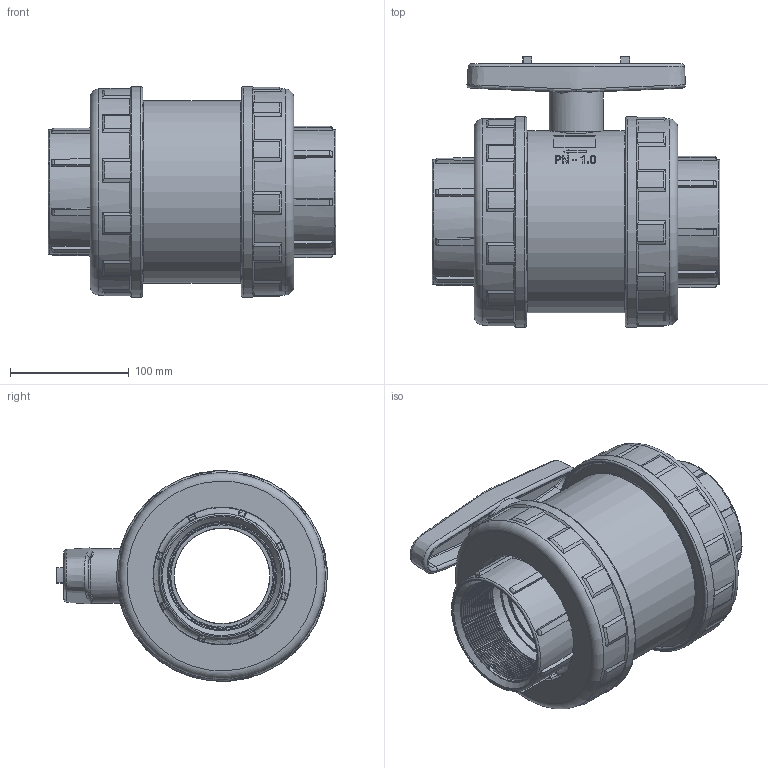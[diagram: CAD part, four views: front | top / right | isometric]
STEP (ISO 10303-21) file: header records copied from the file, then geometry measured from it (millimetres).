
FILE_DESCRIPTION( ( 'Unknown' ), '1' );
FILE_NAME( '1053090.stp', 'Unknown', ( 'Unknown' ), ( 'Unknown' ), 'PSStep 16.0.42', 'Unknown', ' ' );
FILE_SCHEMA( ( 'AUTOMOTIVE_DESIGN { 1 0 10303 214 1 1 1 1 }' ) );
Length unit declared in the file: millimetre
Products named in the file (5): Assem1; Cuerpo v_bola ø 90-110 P.R.; LLave de paso Export ø 90 P.R._Rev.1; Tuerca v_bola ø 90 P.T.; Manguito roscado ø 90
Assembly tree (6 placements, depth 2):
  Assem1
    Cuerpo v_bola ø 90-110 P.R.
    LLave de paso Export ø 90 P.R._Rev.1
    Tuerca v_bola ø 90 P.T.  x2
    Manguito roscado ø 90  x2
Bounding box: 241.9 x 227.55 x 177.19 mm (x, y, z)
Volume: 1989713.9 mm3; surface area: 505104 mm2
Topology: 6 solids, 6 shells, 960 faces, 2560 edges, 1662 vertices
Faces by surface type: plane 567, cylinder 204, bspline 53, torus 49, cone 47, extrusion 38, sphere 2
Full cylindrical faces by diameter (mm): 14.26 x1, 15.5 x1, 22.5 x1, 25 x1, 38.3 x1, 45.8 x1, 80 x1, 85 x1, 86 x2, 90 x1, 90.3 x32, 95 x1, 96.4 x1, 100.047 x2, 105.2 x2, 114 x1, 116 x2, 129.5 x1, 139 x2, 141 x2, 145.5 x11, 151 x2, 153 x1, 153.7 x2, 173.5 x2, 177.3 x2
Entity records: 53811 total; most frequent: CARTESIAN_POINT 32507, ORIENTED_EDGE 3398, DIRECTION 2929, EDGE_CURVE 1699, VERTEX_POINT 1142, AXIS2_PLACEMENT_3D 1008, VECTOR 913, LINE 875
